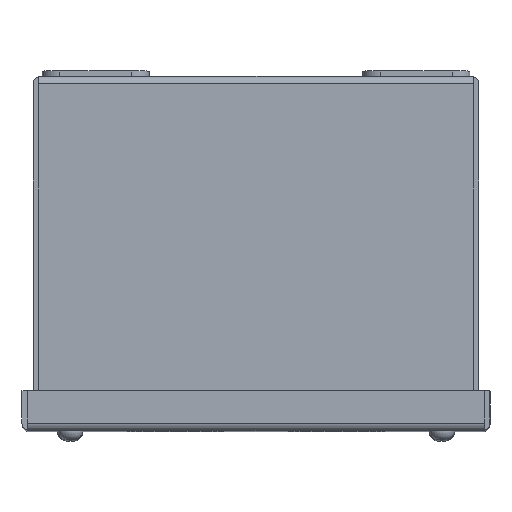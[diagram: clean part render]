
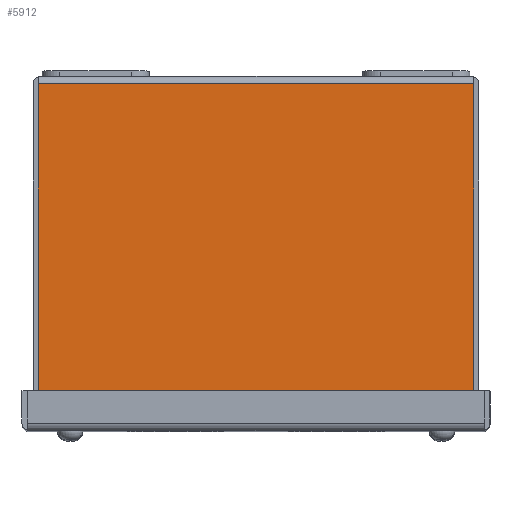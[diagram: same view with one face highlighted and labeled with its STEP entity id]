
A CAD part, top view. The second image highlights one B-rep face of the part: STEP entity #5912.
In plain terms, the highlighted planar face has unit normal (0, 0, 1).
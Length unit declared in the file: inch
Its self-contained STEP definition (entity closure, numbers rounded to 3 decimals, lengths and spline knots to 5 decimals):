
#1067 = DIRECTION ( 'NONE',  ( 1., 0., 0. ) ) ;
#1134 = AXIS2_PLACEMENT_3D ( 'NONE', #13592, #21553, #16772 ) ;
#1852 = CARTESIAN_POINT ( 'NONE',  ( 3.05221, -0.108, 4.75 ) ) ;
#2927 = EDGE_CURVE ( 'NONE', #24094, #21900, #22740, .T. ) ;
#3016 = VERTEX_POINT ( 'NONE', #16613 ) ;
#3761 = CARTESIAN_POINT ( 'NONE',  ( -3.05221, -0.108, 4.75 ) ) ;
#5618 = PLANE ( 'NONE',  #1134 ) ;
#5912 = ADVANCED_FACE ( 'NONE', ( #23509 ), #5618, .F. ) ;
#6721 = VECTOR ( 'NONE', #1067, 39.37008 ) ;
#6774 = LINE ( 'NONE', #8752, #11335 ) ;
#6944 = CARTESIAN_POINT ( 'NONE',  ( -3.017, -0.108, 4.75 ) ) ;
#7567 = ORIENTED_EDGE ( 'NONE', *, *, #25414, .F. ) ;
#7871 = CARTESIAN_POINT ( 'NONE',  ( -3.05221, -4.642, 4.75 ) ) ;
#7875 = ORIENTED_EDGE ( 'NONE', *, *, #14811, .T. ) ;
#8203 = EDGE_LOOP ( 'NONE', ( #18111, #7567, #25287, #7875 ) ) ;
#8752 = CARTESIAN_POINT ( 'NONE',  ( 3.05221, 39.37008, 4.75 ) ) ;
#9686 = CARTESIAN_POINT ( 'NONE',  ( 21.281, -4.642, 4.75 ) ) ;
#11335 = VECTOR ( 'NONE', #16577, 39.37008 ) ;
#13592 = CARTESIAN_POINT ( 'NONE',  ( 21.281, 0., 4.75 ) ) ;
#14811 = EDGE_CURVE ( 'NONE', #24094, #21889, #23579, .T. ) ;
#16577 = DIRECTION ( 'NONE',  ( 0., -1., 0. ) ) ;
#16613 = CARTESIAN_POINT ( 'NONE',  ( 3.05221, -4.642, 4.75 ) ) ;
#16772 = DIRECTION ( 'NONE',  ( -1., 0., 0. ) ) ;
#18111 = ORIENTED_EDGE ( 'NONE', *, *, #20740, .F. ) ;
#19416 = CARTESIAN_POINT ( 'NONE',  ( -3.05221, 39.37008, 4.75 ) ) ;
#19840 = VECTOR ( 'NONE', #24981, 39.37008 ) ;
#20740 = EDGE_CURVE ( 'NONE', #3016, #21889, #23019, .T. ) ;
#21553 = DIRECTION ( 'NONE',  ( 0., 0., -1. ) ) ;
#21630 = DIRECTION ( 'NONE',  ( 0., -1., 0. ) ) ;
#21889 = VERTEX_POINT ( 'NONE', #7871 ) ;
#21900 = VERTEX_POINT ( 'NONE', #1852 ) ;
#22740 = LINE ( 'NONE', #6944, #6721 ) ;
#23019 = LINE ( 'NONE', #9686, #19840 ) ;
#23509 = FACE_OUTER_BOUND ( 'NONE', #8203, .T. ) ;
#23579 = LINE ( 'NONE', #19416, #24299 ) ;
#24094 = VERTEX_POINT ( 'NONE', #3761 ) ;
#24299 = VECTOR ( 'NONE', #21630, 39.37008 ) ;
#24981 = DIRECTION ( 'NONE',  ( -1., 0., 0. ) ) ;
#25287 = ORIENTED_EDGE ( 'NONE', *, *, #2927, .F. ) ;
#25414 = EDGE_CURVE ( 'NONE', #21900, #3016, #6774, .T. ) ;
